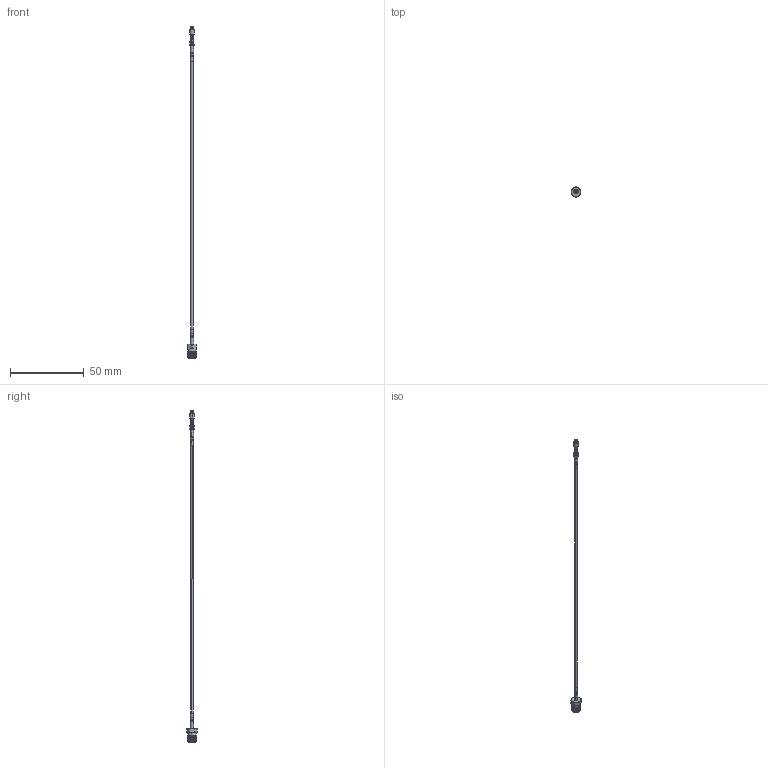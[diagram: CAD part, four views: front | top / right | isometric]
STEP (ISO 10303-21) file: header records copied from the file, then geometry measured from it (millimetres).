
FILE_DESCRIPTION (( 'STEP AP214' ), '1' );
FILE_NAME ('FMCA100371_3D.step', '2025-08-08T16:27:27', ( '' ), ( '' ), 'SwSTEP 2.0', 'SolidWorks 2022', '' );
FILE_SCHEMA (( 'AUTOMOTIVE_DESIGN' ));
Length unit declared in the file: inch
Products named in the file (9): FMCN1735; FMCA100371_3D; FMCN49829; CA-PE-P047_2_Heatshrink_LONG; SMPS Female VITA 67.3 Backplane Contact for .047 Cable(002-SD3H0N-NS)1.stp; SMPS Female VITA 67.3 Backplane Contact for .047 Cable(002-SD3H0N-NS)3.stp; FM-P047HF; SMPS Female VITA 67.3 Backplane Contact for .047 Cable(002-SD3H0N-NS).stp; SMPS Female VITA 67.3 Backplane Contact for .047 Cable(002-SD3H0N-NS)2.stp
Assembly tree (9 placements, depth 4):
  FMCA100371_3D
    FM-P047HF
    CA-PE-P047_2_Heatshrink_LONG  x2
    FMCN49829
      SMPS Female VITA 67.3 Backplane Contact for .047 Cable(002-SD3H0N-NS).stp
        SMPS Female VITA 67.3 Backplane Contact for .047 Cable(002-SD3H0N-NS)1.stp
        SMPS Female VITA 67.3 Backplane Contact for .047 Cable(002-SD3H0N-NS)2.stp
        SMPS Female VITA 67.3 Backplane Contact for .047 Cable(002-SD3H0N-NS)3.stp
    FMCN1735
Bounding box: 6.35 x 7.2 x 225.54 mm (x, y, z)
Volume: 694.2 mm3; surface area: 1849.2 mm2
Topology: 7 solids, 8 shells, 290 faces, 715 edges, 455 vertices
Faces by surface type: cylinder 96, plane 83, cone 62, torus 36, bspline 13
Entity records: 14286 total; most frequent: CARTESIAN_POINT 7216, ORIENTED_EDGE 1342, DIRECTION 1312, EDGE_CURVE 671, AXIS2_PLACEMENT_3D 538, VERTEX_POINT 431, EDGE_LOOP 284, CIRCLE 269
